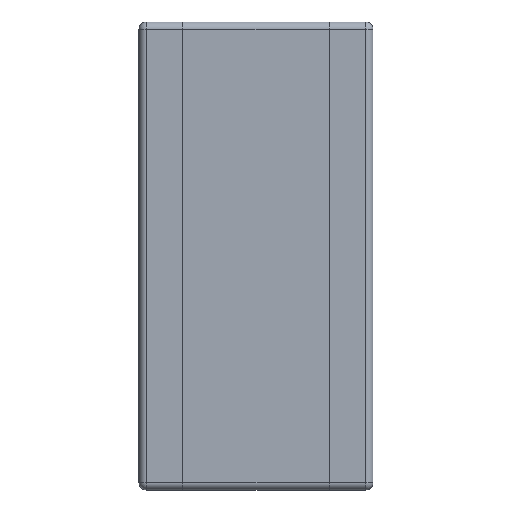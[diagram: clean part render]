
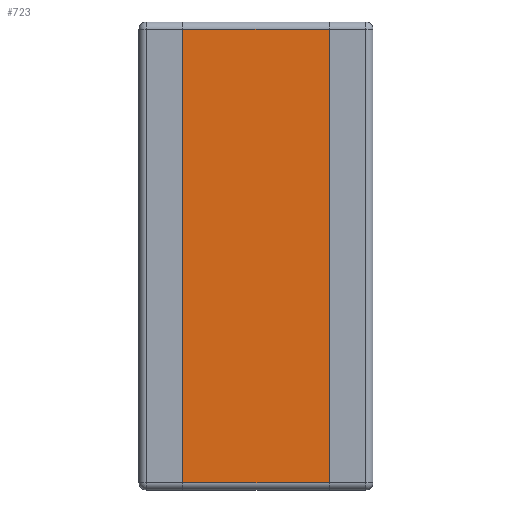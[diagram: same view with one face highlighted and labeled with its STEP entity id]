
A CAD part, front view. The second image highlights one B-rep face of the part: STEP entity #723.
In plain terms, the highlighted planar face has unit normal (0, -1, 0).
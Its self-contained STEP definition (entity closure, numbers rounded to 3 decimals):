
#29 = VECTOR ( 'NONE', #82, 1000. ) ;
#30 = CARTESIAN_POINT ( 'NONE',  ( -0.8, 0., 1.55 ) ) ;
#31 = LINE ( 'NONE', #30, #29 ) ;
#33 = DIRECTION ( 'NONE',  ( 1., 0., 0. ) ) ;
#34 = VECTOR ( 'NONE', #33, 1000. ) ;
#35 = CARTESIAN_POINT ( 'NONE',  ( 0.8, 0., -1.55 ) ) ;
#36 = LINE ( 'NONE', #35, #34 ) ;
#37 = DIRECTION ( 'NONE',  ( 0., 0., -1. ) ) ;
#38 = DIRECTION ( 'NONE',  ( 0., -1., 0. ) ) ;
#39 = CARTESIAN_POINT ( 'NONE',  ( 0.8, 0., -1.6 ) ) ;
#40 = AXIS2_PLACEMENT_3D ( 'NONE', #39, #38, #37 ) ;
#41 = PLANE ( 'NONE',  #40 ) ;
#56 = FACE_OUTER_BOUND ( 'NONE', #724, .T. ) ;
#82 = DIRECTION ( 'NONE',  ( -1., 0., 0. ) ) ;
#527 = VERTEX_POINT ( 'NONE', #1079 ) ;
#549 = EDGE_CURVE ( 'NONE', #677, #550, #1162, .T. ) ;
#550 = VERTEX_POINT ( 'NONE', #1158 ) ;
#556 = EDGE_CURVE ( 'NONE', #527, #609, #1197, .T. ) ;
#609 = VERTEX_POINT ( 'NONE', #1333 ) ;
#677 = VERTEX_POINT ( 'NONE', #1560 ) ;
#723 = ADVANCED_FACE ( 'NONE', ( #56 ), #41, .T. ) ;
#724 = EDGE_LOOP ( 'NONE', ( #725, #726, #728, #729 ) ) ;
#725 = ORIENTED_EDGE ( 'NONE', *, *, #556, .F. ) ;
#726 = ORIENTED_EDGE ( 'NONE', *, *, #727, .T. ) ;
#727 = EDGE_CURVE ( 'NONE', #527, #550, #36, .T. ) ;
#728 = ORIENTED_EDGE ( 'NONE', *, *, #549, .F. ) ;
#729 = ORIENTED_EDGE ( 'NONE', *, *, #730, .T. ) ;
#730 = EDGE_CURVE ( 'NONE', #677, #609, #31, .T. ) ;
#1079 = CARTESIAN_POINT ( 'NONE',  ( -0.5, 0., -1.55 ) ) ;
#1158 = CARTESIAN_POINT ( 'NONE',  ( 0.5, 0., -1.55 ) ) ;
#1159 = DIRECTION ( 'NONE',  ( 0., 0., -1. ) ) ;
#1160 = VECTOR ( 'NONE', #1159, 1000. ) ;
#1161 = CARTESIAN_POINT ( 'NONE',  ( 0.5, 0., -1.6 ) ) ;
#1162 = LINE ( 'NONE', #1161, #1160 ) ;
#1194 = DIRECTION ( 'NONE',  ( 0., 0., 1. ) ) ;
#1195 = VECTOR ( 'NONE', #1194, 1000. ) ;
#1196 = CARTESIAN_POINT ( 'NONE',  ( -0.5, 0., -1.6 ) ) ;
#1197 = LINE ( 'NONE', #1196, #1195 ) ;
#1333 = CARTESIAN_POINT ( 'NONE',  ( -0.5, 0., 1.55 ) ) ;
#1560 = CARTESIAN_POINT ( 'NONE',  ( 0.5, 0., 1.55 ) ) ;
